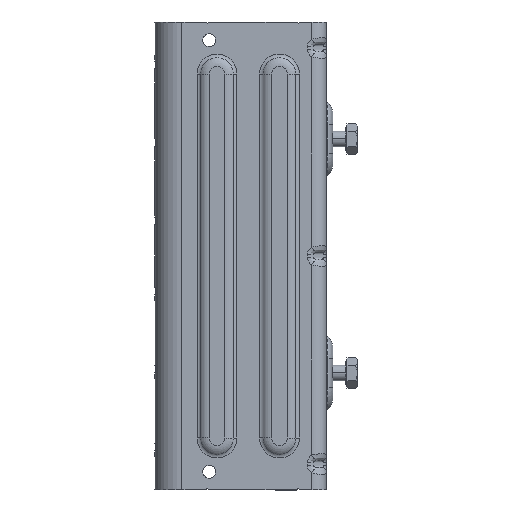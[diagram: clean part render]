
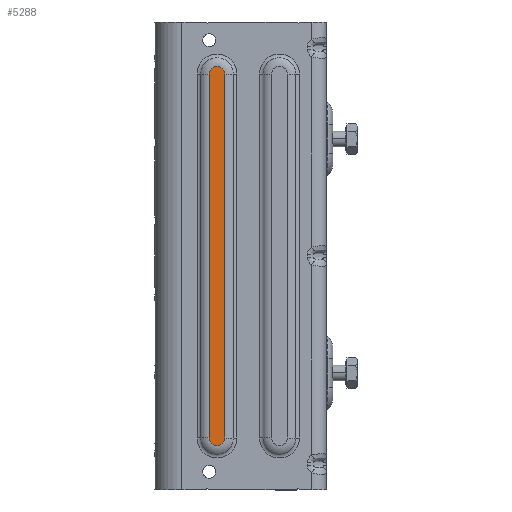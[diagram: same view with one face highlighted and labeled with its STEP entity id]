
A CAD part, left-side view. The second image highlights one B-rep face of the part: STEP entity #5288.
In plain terms, the highlighted planar face has unit normal (-1, 0, 0).
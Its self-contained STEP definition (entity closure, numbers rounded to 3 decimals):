
#37 = AXIS2_PLACEMENT_3D ( 'NONE', #3500, #4722, #12799 ) ;
#722 = VERTEX_POINT ( 'NONE', #3815 ) ;
#1104 = FACE_OUTER_BOUND ( 'NONE', #9418, .T. ) ;
#1281 = VERTEX_POINT ( 'NONE', #11567 ) ;
#1490 = ORIENTED_EDGE ( 'NONE', *, *, #8083, .T. ) ;
#2296 = LINE ( 'NONE', #7941, #13541 ) ;
#3500 = CARTESIAN_POINT ( 'NONE',  ( -2., 42., 70. ) ) ;
#3505 = EDGE_CURVE ( 'NONE', #1281, #7090, #14387, .T. ) ;
#3571 = VECTOR ( 'NONE', #11791, 1000. ) ;
#3616 = ORIENTED_EDGE ( 'NONE', *, *, #8187, .T. ) ;
#3729 = CARTESIAN_POINT ( 'NONE',  ( -2., 39., 70. ) ) ;
#3814 = DIRECTION ( 'NONE',  ( -1., 0., 0. ) ) ;
#3815 = CARTESIAN_POINT ( 'NONE',  ( -2., 39., 70. ) ) ;
#4722 = DIRECTION ( 'NONE',  ( 1., 0., 0. ) ) ;
#5021 = DIRECTION ( 'NONE',  ( -1., 0., 0. ) ) ;
#5288 = ADVANCED_FACE ( 'NONE', ( #1104 ), #6952, .F. ) ;
#5565 = AXIS2_PLACEMENT_3D ( 'NONE', #10686, #3814, #11865 ) ;
#5713 = DIRECTION ( 'NONE',  ( 0., 0., -1. ) ) ;
#5770 = CARTESIAN_POINT ( 'NONE',  ( -2., 45., 70. ) ) ;
#6178 = VERTEX_POINT ( 'NONE', #5770 ) ;
#6615 = LINE ( 'NONE', #3729, #3571 ) ;
#6952 = PLANE ( 'NONE',  #37 ) ;
#7090 = VERTEX_POINT ( 'NONE', #12521 ) ;
#7941 = CARTESIAN_POINT ( 'NONE',  ( -2., 45., 70. ) ) ;
#8083 = EDGE_CURVE ( 'NONE', #6178, #1281, #2296, .T. ) ;
#8187 = EDGE_CURVE ( 'NONE', #7090, #722, #6615, .T. ) ;
#8784 = ORIENTED_EDGE ( 'NONE', *, *, #12668, .T. ) ;
#9418 = EDGE_LOOP ( 'NONE', ( #3616, #8784, #1490, #11979 ) ) ;
#10418 = AXIS2_PLACEMENT_3D ( 'NONE', #11905, #5021, #13114 ) ;
#10686 = CARTESIAN_POINT ( 'NONE',  ( -2., 42., 70. ) ) ;
#11567 = CARTESIAN_POINT ( 'NONE',  ( -2., 45., -70. ) ) ;
#11791 = DIRECTION ( 'NONE',  ( 0., 0., 1. ) ) ;
#11865 = DIRECTION ( 'NONE',  ( 0., 0., -1. ) ) ;
#11905 = CARTESIAN_POINT ( 'NONE',  ( -2., 42., -70. ) ) ;
#11979 = ORIENTED_EDGE ( 'NONE', *, *, #3505, .T. ) ;
#12163 = CIRCLE ( 'NONE', #5565, 3. ) ;
#12521 = CARTESIAN_POINT ( 'NONE',  ( -2., 39., -70. ) ) ;
#12668 = EDGE_CURVE ( 'NONE', #722, #6178, #12163, .T. ) ;
#12799 = DIRECTION ( 'NONE',  ( 0., -1., 0. ) ) ;
#13114 = DIRECTION ( 'NONE',  ( 0., 0., -1. ) ) ;
#13541 = VECTOR ( 'NONE', #5713, 1000. ) ;
#14387 = CIRCLE ( 'NONE', #10418, 3. ) ;
